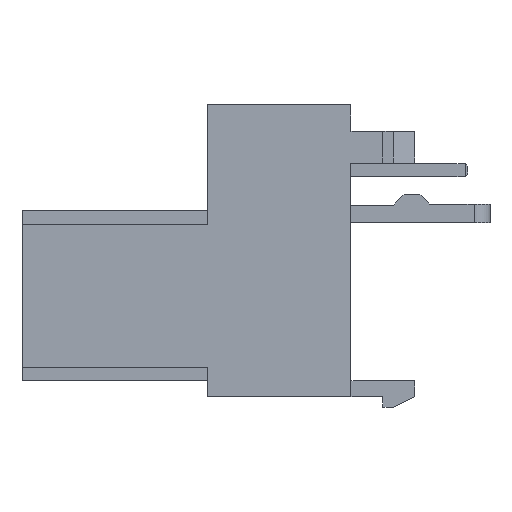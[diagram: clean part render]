
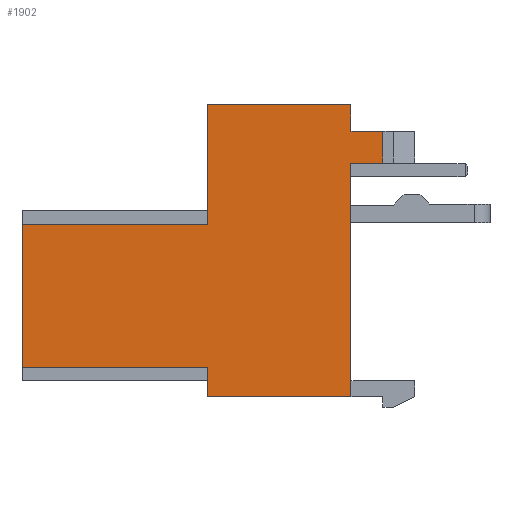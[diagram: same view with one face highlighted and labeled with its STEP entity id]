
A CAD part, left-side view. The second image highlights one B-rep face of the part: STEP entity #1902.
In plain terms, the highlighted planar face has unit normal (-1, 0, 0).
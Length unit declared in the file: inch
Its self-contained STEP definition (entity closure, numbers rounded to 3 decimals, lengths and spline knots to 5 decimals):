
#18 = CARTESIAN_POINT ( 'NONE',  ( -0.2825, 0.27, 0. ) ) ;
#48 = DIRECTION ( 'NONE',  ( 0., 1., 0. ) ) ;
#61 = CARTESIAN_POINT ( 'NONE',  ( -0.2825, 0., -0.05 ) ) ;
#66 = VECTOR ( 'NONE', #3012, 39.37008 ) ;
#97 = ORIENTED_EDGE ( 'NONE', *, *, #2661, .T. ) ;
#119 = DIRECTION ( 'NONE',  ( 0., 1., 0. ) ) ;
#219 = CARTESIAN_POINT ( 'NONE',  ( -0.2825, 0.27, -0.495 ) ) ;
#280 = VERTEX_POINT ( 'NONE', #2858 ) ;
#285 = CARTESIAN_POINT ( 'NONE',  ( -0.2825, 0.27, -0.55 ) ) ;
#317 = CARTESIAN_POINT ( 'NONE',  ( -0.2825, 0.27, -0.225 ) ) ;
#318 = ORIENTED_EDGE ( 'NONE', *, *, #1868, .T. ) ;
#387 = CARTESIAN_POINT ( 'NONE',  ( -0.2825, 0.27, 0. ) ) ;
#537 = VECTOR ( 'NONE', #862, 39.37008 ) ;
#626 = EDGE_CURVE ( 'NONE', #3023, #2020, #1940, .T. ) ;
#712 = EDGE_LOOP ( 'NONE', ( #1446, #1764, #1714, #2050, #318, #1593, #2095, #2968, #97, #1385, #956, #2703 ) ) ;
#735 = LINE ( 'NONE', #2492, #2002 ) ;
#744 = DIRECTION ( 'NONE',  ( 0., 0., 1. ) ) ;
#759 = CARTESIAN_POINT ( 'NONE',  ( -0.2825, 0.62, -0.2 ) ) ;
#862 = DIRECTION ( 'NONE',  ( 0., 0., 1. ) ) ;
#864 = VECTOR ( 'NONE', #744, 39.37008 ) ;
#941 = EDGE_CURVE ( 'NONE', #2184, #2020, #2920, .T. ) ;
#956 = ORIENTED_EDGE ( 'NONE', *, *, #941, .F. ) ;
#989 = CARTESIAN_POINT ( 'NONE',  ( -0.2825, 0., -0.05 ) ) ;
#1031 = VECTOR ( 'NONE', #1799, 39.37008 ) ;
#1079 = DIRECTION ( 'NONE',  ( -1., 0., 0. ) ) ;
#1092 = CARTESIAN_POINT ( 'NONE',  ( -0.2825, 0.09322, -0.225 ) ) ;
#1094 = VERTEX_POINT ( 'NONE', #1497 ) ;
#1127 = CARTESIAN_POINT ( 'NONE',  ( -0.2825, 0., -0.11 ) ) ;
#1140 = CARTESIAN_POINT ( 'NONE',  ( -0.2825, -0.06, -0.17325 ) ) ;
#1169 = VERTEX_POINT ( 'NONE', #317 ) ;
#1177 = LINE ( 'NONE', #759, #537 ) ;
#1187 = VERTEX_POINT ( 'NONE', #219 ) ;
#1188 = DIRECTION ( 'NONE',  ( 0., -1., 0. ) ) ;
#1385 = ORIENTED_EDGE ( 'NONE', *, *, #626, .T. ) ;
#1429 = VECTOR ( 'NONE', #48, 39.37008 ) ;
#1446 = ORIENTED_EDGE ( 'NONE', *, *, #2736, .T. ) ;
#1456 = VERTEX_POINT ( 'NONE', #2755 ) ;
#1464 = CARTESIAN_POINT ( 'NONE',  ( -0.2825, 0., 0. ) ) ;
#1466 = VERTEX_POINT ( 'NONE', #2496 ) ;
#1476 = VERTEX_POINT ( 'NONE', #2541 ) ;
#1497 = CARTESIAN_POINT ( 'NONE',  ( -0.2825, 0.62, -0.495 ) ) ;
#1521 = EDGE_CURVE ( 'NONE', #1187, #1094, #2485, .T. ) ;
#1593 = ORIENTED_EDGE ( 'NONE', *, *, #2341, .T. ) ;
#1646 = CARTESIAN_POINT ( 'NONE',  ( -0.2825, 0., -0.55 ) ) ;
#1700 = LINE ( 'NONE', #1646, #864 ) ;
#1714 = ORIENTED_EDGE ( 'NONE', *, *, #1521, .F. ) ;
#1734 = LINE ( 'NONE', #285, #2777 ) ;
#1764 = ORIENTED_EDGE ( 'NONE', *, *, #2986, .F. ) ;
#1786 = VECTOR ( 'NONE', #2859, 39.37008 ) ;
#1788 = LINE ( 'NONE', #1140, #1031 ) ;
#1795 = CARTESIAN_POINT ( 'NONE',  ( -0.2825, 0., -0.55 ) ) ;
#1799 = DIRECTION ( 'NONE',  ( 0., 0., 1. ) ) ;
#1809 = LINE ( 'NONE', #1127, #3090 ) ;
#1838 = CARTESIAN_POINT ( 'NONE',  ( -0.2825, -0.06, -0.05 ) ) ;
#1865 = EDGE_CURVE ( 'NONE', #1169, #2184, #1734, .T. ) ;
#1868 = EDGE_CURVE ( 'NONE', #1476, #1917, #735, .T. ) ;
#1872 = VECTOR ( 'NONE', #2808, 39.37008 ) ;
#1902 = ADVANCED_FACE ( 'NONE', ( #2224 ), #2029, .T. ) ;
#1917 = VERTEX_POINT ( 'NONE', #1795 ) ;
#1940 = LINE ( 'NONE', #2930, #1872 ) ;
#1956 = VERTEX_POINT ( 'NONE', #1838 ) ;
#1973 = DIRECTION ( 'NONE',  ( 0., -1., 0. ) ) ;
#2002 = VECTOR ( 'NONE', #2464, 39.37008 ) ;
#2008 = CARTESIAN_POINT ( 'NONE',  ( -0.2825, 0.27, -0.55 ) ) ;
#2020 = VERTEX_POINT ( 'NONE', #1464 ) ;
#2029 = PLANE ( 'NONE',  #2936 ) ;
#2050 = ORIENTED_EDGE ( 'NONE', *, *, #2408, .F. ) ;
#2058 = LINE ( 'NONE', #2992, #66 ) ;
#2081 = EDGE_CURVE ( 'NONE', #1456, #280, #1809, .T. ) ;
#2095 = ORIENTED_EDGE ( 'NONE', *, *, #2081, .T. ) ;
#2111 = LINE ( 'NONE', #61, #1429 ) ;
#2184 = VERTEX_POINT ( 'NONE', #18 ) ;
#2224 = FACE_OUTER_BOUND ( 'NONE', #712, .T. ) ;
#2241 = VECTOR ( 'NONE', #2583, 39.37008 ) ;
#2325 = VECTOR ( 'NONE', #119, 39.37008 ) ;
#2341 = EDGE_CURVE ( 'NONE', #1917, #1456, #1700, .T. ) ;
#2408 = EDGE_CURVE ( 'NONE', #1476, #1187, #2058, .T. ) ;
#2464 = DIRECTION ( 'NONE',  ( 0., -1., 0. ) ) ;
#2485 = LINE ( 'NONE', #2625, #1786 ) ;
#2492 = CARTESIAN_POINT ( 'NONE',  ( -0.2825, 0.27, -0.55 ) ) ;
#2496 = CARTESIAN_POINT ( 'NONE',  ( -0.2825, 0.62, -0.225 ) ) ;
#2541 = CARTESIAN_POINT ( 'NONE',  ( -0.2825, 0.27, -0.55 ) ) ;
#2555 = DIRECTION ( 'NONE',  ( 0., 0., 1. ) ) ;
#2583 = DIRECTION ( 'NONE',  ( 0., -1., 0. ) ) ;
#2625 = CARTESIAN_POINT ( 'NONE',  ( -0.2825, 0.09322, -0.495 ) ) ;
#2661 = EDGE_CURVE ( 'NONE', #1956, #3023, #2111, .T. ) ;
#2703 = ORIENTED_EDGE ( 'NONE', *, *, #1865, .F. ) ;
#2736 = EDGE_CURVE ( 'NONE', #1169, #1466, #3001, .T. ) ;
#2755 = CARTESIAN_POINT ( 'NONE',  ( -0.2825, 0., -0.11 ) ) ;
#2777 = VECTOR ( 'NONE', #2555, 39.37008 ) ;
#2808 = DIRECTION ( 'NONE',  ( 0., 0., 1. ) ) ;
#2858 = CARTESIAN_POINT ( 'NONE',  ( -0.2825, -0.06, -0.11 ) ) ;
#2859 = DIRECTION ( 'NONE',  ( 0., 1., 0. ) ) ;
#2920 = LINE ( 'NONE', #387, #2241 ) ;
#2930 = CARTESIAN_POINT ( 'NONE',  ( -0.2825, 0., -0.55 ) ) ;
#2936 = AXIS2_PLACEMENT_3D ( 'NONE', #2008, #1079, #1973 ) ;
#2968 = ORIENTED_EDGE ( 'NONE', *, *, #3065, .T. ) ;
#2986 = EDGE_CURVE ( 'NONE', #1094, #1466, #1177, .T. ) ;
#2992 = CARTESIAN_POINT ( 'NONE',  ( -0.2825, 0.27, -0.55 ) ) ;
#3001 = LINE ( 'NONE', #1092, #2325 ) ;
#3012 = DIRECTION ( 'NONE',  ( 0., 0., 1. ) ) ;
#3023 = VERTEX_POINT ( 'NONE', #989 ) ;
#3065 = EDGE_CURVE ( 'NONE', #280, #1956, #1788, .T. ) ;
#3090 = VECTOR ( 'NONE', #1188, 39.37008 ) ;
